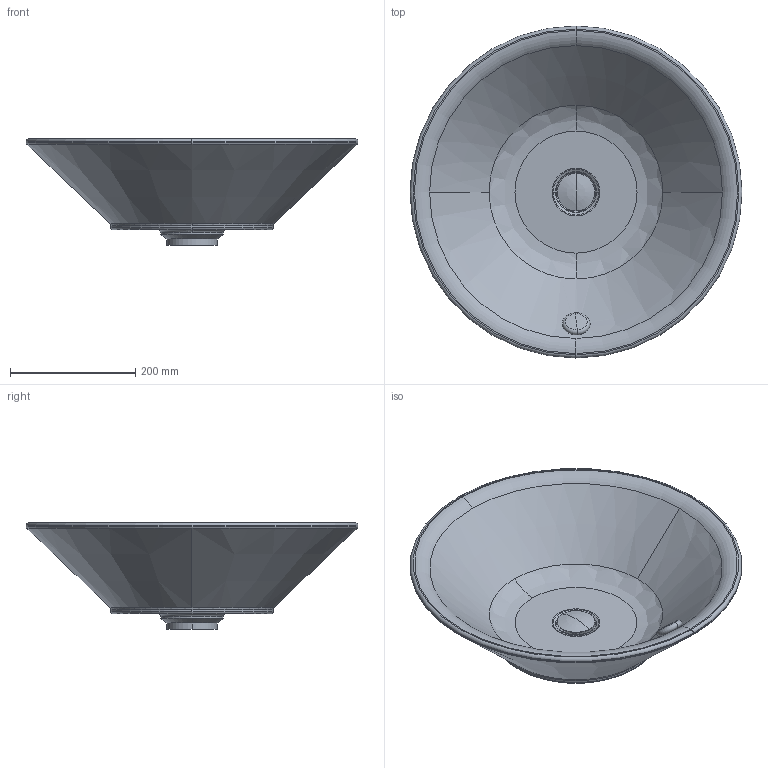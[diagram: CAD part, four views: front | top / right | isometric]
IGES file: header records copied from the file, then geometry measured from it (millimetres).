
Global section: file name: No Iges File Name specified; native system: AutoDesk Inventor R11.0; preprocessor: AutoDesk Inventor Iges Exporter R11.0; author: No Author specified; organization: No Organization specified; date: 20080205.084403; units: millimetre
Bounding box: 530 x 530 x 170 mm (x, y, z)
Volume: 5890926.9 mm3; surface area: 610015.8 mm2
Topology: 4 solids, 4 shells, 105 faces, 273 edges, 180 vertices
Faces by surface type: cylinder 22, revolution 22, plane 22, torus 20, bspline 13, cone 6
